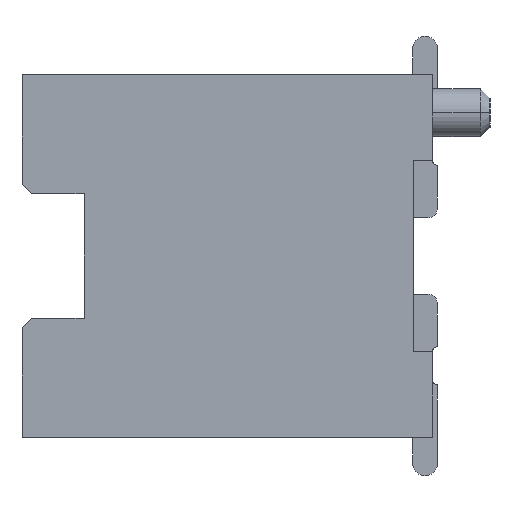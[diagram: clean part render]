
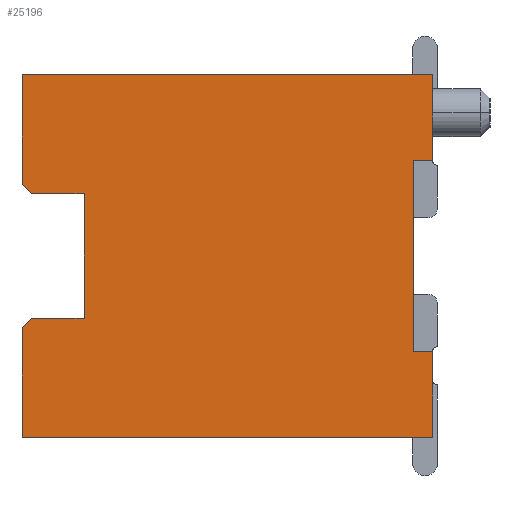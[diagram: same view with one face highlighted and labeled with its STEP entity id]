
A CAD part, left-side view. The second image highlights one B-rep face of the part: STEP entity #25196.
In plain terms, the highlighted planar face has unit normal (-1, 0, 0).
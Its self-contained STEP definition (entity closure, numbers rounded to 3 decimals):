
#9=DIRECTION('',(0.,0.,1.));
#10=VECTOR('',#9,0.9);
#11=CARTESIAN_POINT('',(-4.85,0.,1.));
#12=LINE('',#11,#10);
#29=DIRECTION('',(0.,0.,1.));
#30=VECTOR('',#29,0.9);
#31=CARTESIAN_POINT('',(-4.85,0.,-1.9));
#32=LINE('',#31,#30);
#97=DIRECTION('',(0.,1.,0.));
#98=VECTOR('',#97,4.3);
#99=CARTESIAN_POINT('',(-4.85,0.,1.9));
#100=LINE('',#99,#98);
#4169=DIRECTION('',(0.,0.,1.));
#4170=VECTOR('',#4169,1.15);
#4171=CARTESIAN_POINT('',(-4.85,4.3,0.75));
#4172=LINE('',#4171,#4170);
#4201=DIRECTION('',(0.,0.,1.));
#4202=VECTOR('',#4201,1.15);
#4203=CARTESIAN_POINT('',(-4.85,4.3,-1.9));
#4204=LINE('',#4203,#4202);
#5121=DIRECTION('',(0.,0.707,-0.707));
#5122=VECTOR('',#5121,0.141);
#5123=CARTESIAN_POINT('',(-4.85,4.2,-0.65));
#5124=LINE('',#5123,#5122);
#5125=DIRECTION('',(0.,-1.,0.));
#5126=VECTOR('',#5125,0.55);
#5127=CARTESIAN_POINT('',(-4.85,4.2,-0.65));
#5128=LINE('',#5127,#5126);
#5129=DIRECTION('',(0.,0.,-1.));
#5130=VECTOR('',#5129,1.3);
#5131=CARTESIAN_POINT('',(-4.85,3.65,0.65));
#5132=LINE('',#5131,#5130);
#5133=DIRECTION('',(0.,-1.,0.));
#5134=VECTOR('',#5133,0.55);
#5135=CARTESIAN_POINT('',(-4.85,4.2,0.65));
#5136=LINE('',#5135,#5134);
#5137=DIRECTION('',(0.,-0.707,-0.707));
#5138=VECTOR('',#5137,0.141);
#5139=CARTESIAN_POINT('',(-4.85,4.3,0.75));
#5140=LINE('',#5139,#5138);
#5141=DIRECTION('',(0.,1.,0.));
#5142=VECTOR('',#5141,0.2);
#5143=CARTESIAN_POINT('',(-4.85,0.,1.));
#5144=LINE('',#5143,#5142);
#5145=DIRECTION('',(0.,0.,1.));
#5146=VECTOR('',#5145,2.);
#5147=CARTESIAN_POINT('',(-4.85,0.2,-1.));
#5148=LINE('',#5147,#5146);
#5149=DIRECTION('',(0.,1.,0.));
#5150=VECTOR('',#5149,0.2);
#5151=CARTESIAN_POINT('',(-4.85,0.,-1.));
#5152=LINE('',#5151,#5150);
#5153=DIRECTION('',(0.,1.,0.));
#5154=VECTOR('',#5153,4.3);
#5155=CARTESIAN_POINT('',(-4.85,0.,-1.9));
#5156=LINE('',#5155,#5154);
#16029=CARTESIAN_POINT('',(-4.85,4.3,1.9));
#16031=VERTEX_POINT('',#16029);
#16034=CARTESIAN_POINT('',(-4.85,4.3,-1.9));
#16036=VERTEX_POINT('',#16034);
#16037=CARTESIAN_POINT('',(-4.85,0.,-1.9));
#16038=VERTEX_POINT('',#16037);
#16039=CARTESIAN_POINT('',(-4.85,0.,1.9));
#16040=VERTEX_POINT('',#16039);
#16073=CARTESIAN_POINT('',(-4.85,0.,1.));
#16074=VERTEX_POINT('',#16073);
#16075=CARTESIAN_POINT('',(-4.85,0.,-1.));
#16077=VERTEX_POINT('',#16075);
#16093=CARTESIAN_POINT('',(-4.85,0.2,-1.));
#16094=CARTESIAN_POINT('',(-4.85,0.2,1.));
#16095=VERTEX_POINT('',#16093);
#16096=VERTEX_POINT('',#16094);
#16141=CARTESIAN_POINT('',(-4.85,3.65,0.65));
#16142=CARTESIAN_POINT('',(-4.85,3.65,-0.65));
#16143=VERTEX_POINT('',#16141);
#16144=VERTEX_POINT('',#16142);
#20957=CARTESIAN_POINT('',(-4.85,4.2,-0.65));
#20958=CARTESIAN_POINT('',(-4.85,4.3,-0.75));
#20959=VERTEX_POINT('',#20957);
#20960=VERTEX_POINT('',#20958);
#21017=CARTESIAN_POINT('',(-4.85,4.3,0.75));
#21018=CARTESIAN_POINT('',(-4.85,4.2,0.65));
#21019=VERTEX_POINT('',#21017);
#21020=VERTEX_POINT('',#21018);
#25171=CARTESIAN_POINT('',(-4.85,0.,-1.9));
#25172=DIRECTION('',(-1.,0.,0.));
#25173=DIRECTION('',(0.,0.,1.));
#25174=AXIS2_PLACEMENT_3D('',#25171,#25172,#25173);
#25175=PLANE('',#25174);
#25176=ORIENTED_EDGE('',*,*,#25162,.F.);
#25177=ORIENTED_EDGE('',*,*,#25137,.T.);
#25178=ORIENTED_EDGE('',*,*,#25019,.F.);
#25180=ORIENTED_EDGE('',*,*,#25179,.F.);
#25182=ORIENTED_EDGE('',*,*,#25181,.F.);
#25183=ORIENTED_EDGE('',*,*,#23921,.T.);
#25184=ORIENTED_EDGE('',*,*,#21139,.F.);
#25185=ORIENTED_EDGE('',*,*,#21046,.F.);
#25187=ORIENTED_EDGE('',*,*,#25186,.T.);
#25188=ORIENTED_EDGE('',*,*,#21539,.F.);
#25190=ORIENTED_EDGE('',*,*,#25189,.F.);
#25191=ORIENTED_EDGE('',*,*,#21070,.F.);
#25192=ORIENTED_EDGE('',*,*,#22254,.T.);
#25193=ORIENTED_EDGE('',*,*,#23945,.T.);
#25194=EDGE_LOOP('',(#25176,#25177,#25178,#25180,#25182,#25183,#25184,#25185,
#25187,#25188,#25190,#25191,#25192,#25193));
#25195=FACE_OUTER_BOUND('',#25194,.F.);
#21046=EDGE_CURVE('',#16074,#16040,#12,.T.);
#21070=EDGE_CURVE('',#16038,#16077,#32,.T.);
#21139=EDGE_CURVE('',#16040,#16031,#100,.T.);
#21539=EDGE_CURVE('',#16095,#16096,#5148,.T.);
#22254=EDGE_CURVE('',#16038,#16036,#5156,.T.);
#23921=EDGE_CURVE('',#21019,#16031,#4172,.T.);
#23945=EDGE_CURVE('',#16036,#20960,#4204,.T.);
#25019=EDGE_CURVE('',#16143,#16144,#5132,.T.);
#25137=EDGE_CURVE('',#20959,#16144,#5128,.T.);
#25162=EDGE_CURVE('',#20959,#20960,#5124,.T.);
#25179=EDGE_CURVE('',#21020,#16143,#5136,.T.);
#25181=EDGE_CURVE('',#21019,#21020,#5140,.T.);
#25186=EDGE_CURVE('',#16074,#16096,#5144,.T.);
#25189=EDGE_CURVE('',#16077,#16095,#5152,.T.);
#25196=ADVANCED_FACE('',(#25195),#25175,.T.);
